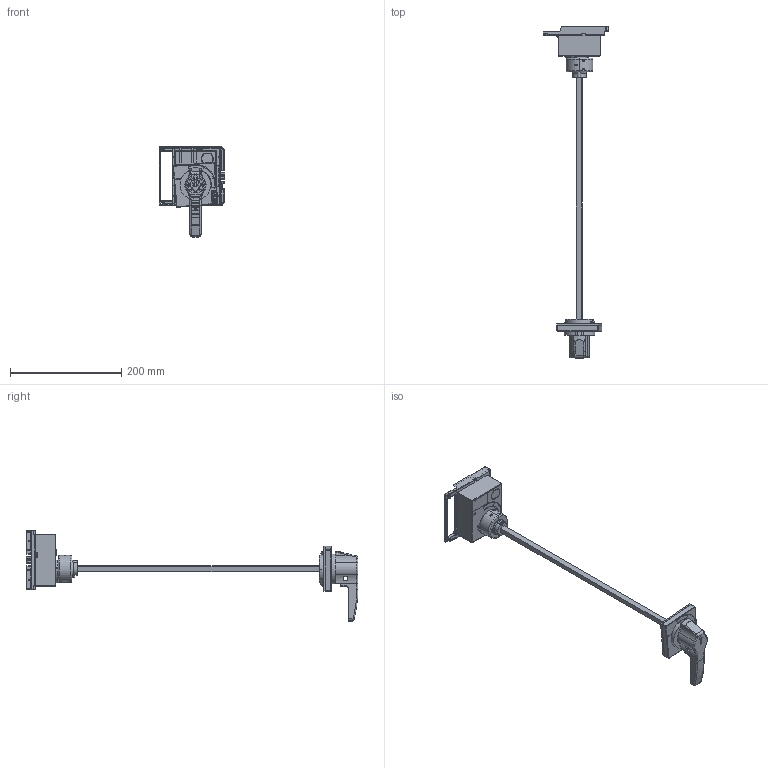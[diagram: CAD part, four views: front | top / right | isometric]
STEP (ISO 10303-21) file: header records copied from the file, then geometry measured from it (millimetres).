
FILE_DESCRIPTION((''),'2;1');
FILE_NAME('ERH22-M8_ASM','2020-11-04T16:14:12',('zhxmin'),(''),'CREO PARAMETRIC BY PTC INC, 2018020','CREO PARAMETRIC BY PTC INC, 2018020','');
FILE_SCHEMA(('CONFIG_CONTROL_DESIGN','SHAPE_APPEARANCE_LAYERS_GROUPS'));
Products named in the file (76): 8ZTD-310-106_SOLID_1; 8ZTD-156-274_1; 8ZTD-253-223_1; 8ZTD-282-490_1; 8ZTD-585-392_1; 8ZTD-206-579_1; 8ZTD-232-091_1; 8ZTD-742-701_1; GB845_ST209X30-F-Z_SOLID_-27505; GB845_ST209X30-F-Z_QUILT_-27909; GB845_ST209X30-F-Z_SOLID_-27987; GB845_ST209X30-F-Z_QUILT_-28391; 8ZTD-233-211_1; 8ZTD-210-127_1; 8ZTD-156-278_1; 8ZTD-156-275_1; 8ZTD-585-393_SOLID_1_1; 8ZTD-585-393_QUILT_1_1; 8ZTD-585-393_QUILT_2_1; 8ZTD-585-393_QUILT_3_1; 8ZTD-282-491_1; 8ZTD-901-021_SOLID_1_1; 8ZTD-901-021_QUILT_1_1; GB78_5X6_SOLID_1_1; GB78_5X6_QUILT_1_1; 8ZTD-307-051-40135; 8ZTD-307-051-41309; 8ZTD-288-470_1; 8ZTD-234-066_1; 8ZTD-205-326_1; 8ZTD-310-107_SOLID_1_1; 8ZTD-310-107_QUILT_1_1; 8ZTD-310-107_QUILT_2_1; 8ZTD-585-394_1; 8ZTD-200-071_1; 8ZTD-271-122_SOLID_1_1; 8ZTD-271-122_QUILT_1_1; 8ZTD-206-580-60406; 8ZTD-206-580-60557; 8ZTD-156-276_1 ...
Assembly tree (75 placements, depth 3):
  ERH22-M8_ASM
    6ZTD-769-061_ASM
      8ZTD-310-106_SOLID_1
      8ZTD-156-274_1
      8ZTD-253-223_1
      8ZTD-282-490_1
      8ZTD-585-392_1
      8ZTD-206-579_1
      8ZTD-232-091_1
      8ZTD-742-701_1
      GB845_ST209X30-F-Z_SOLID_-27505
      GB845_ST209X30-F-Z_QUILT_-27909
      GB845_ST209X30-F-Z_SOLID_-27987
      GB845_ST209X30-F-Z_QUILT_-28391
      8ZTD-233-211_1
      8ZTD-210-127_1
      8ZTD-156-278_1
      8ZTD-156-275_1
      8ZTD-585-393_SOLID_1_1
      8ZTD-585-393_QUILT_1_1
      8ZTD-585-393_QUILT_2_1
      8ZTD-585-393_QUILT_3_1
      8ZTD-282-491_1
      8ZTD-901-021_SOLID_1_1
      8ZTD-901-021_QUILT_1_1
      GB78_5X6_SOLID_1_1
      GB78_5X6_QUILT_1_1
      8ZTD-307-051-40135
      8ZTD-307-051-41309
      8ZTD-288-470_1
      8ZTD-234-066_1
      8ZTD-205-326_1
      8ZTD-310-107_SOLID_1_1
      8ZTD-310-107_QUILT_1_1
      8ZTD-310-107_QUILT_2_1
      8ZTD-585-394_1
      8ZTD-200-071_1
      8ZTD-271-122_SOLID_1_1
      8ZTD-271-122_QUILT_1_1
      8ZTD-206-580-60406
      8ZTD-206-580-60557
      8ZTD-156-276_1
      GB818_M3X6-Z_SOLID_1_1
      GB818_M3X6-Z_QUILT_1_1
      8ZTD-282-493_1
      8ZTD-200-072_1
      8ZTD-024-447_1
      8ZTD-950-154_1
      GB846_ST209X905-F-Z_SOLID-68322
      GB846_ST209X905-F-Z_QUILT-69011
      GB846_ST209X905-F-Z_SOLID-69107
      GB846_ST209X905-F-Z_QUILT-69796
      GB846_ST209X905-F-Z_SOLID-69892
      GB846_ST209X905-F-Z_QUILT-70581
      GB846_ST209X905-F-Z_SOLID-70677
      GB846_ST209X905-F-Z_QUILT-71366
      GB818_M4X10-Z_SOLID_1-71462
      GB818_M4X10-Z_QUILT_1-71863
      GB818_M4X10-Z_SOLID_1-71941
      GB818_M4X10-Z_QUILT_1-72342
Bounding box: 117.5 x 597.4 x 162 mm (x, y, z)
Volume: 256512.6 mm3; surface area: 224271.5 mm2
Topology: 54 solids, 75 shells, 3810 faces, 10541 edges, 6871 vertices
Faces by surface type: plane 2288, cylinder 1044, torus 160, cone 151, bspline 107, sphere 59, extrusion 1
Entity records: 154890 total; most frequent: CARTESIAN_POINT 36218, DIRECTION 20933, ORIENTED_EDGE 20890, EDGE_CURVE 10488, AXIS2_PLACEMENT_3D 7289, VERTEX_POINT 6867, VECTOR 6355, LINE 6354
